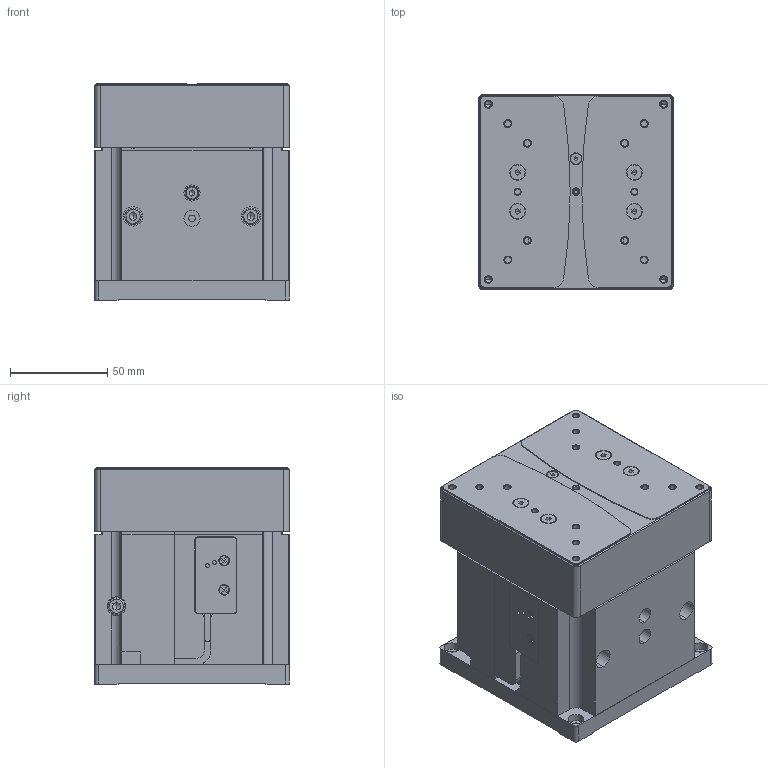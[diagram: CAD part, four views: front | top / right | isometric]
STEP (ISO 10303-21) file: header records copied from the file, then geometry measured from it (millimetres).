
FILE_DESCRIPTION (( 'STEP AP203' ), '1' );
FILE_NAME ('526966.STEP', '2025-07-21T09:15:52', ( '' ), ( '' ), 'SwSTEP 2.0', 'SolidWorks 2020', '' );
FILE_SCHEMA (( 'CONFIG_CONTROL_DESIGN' ));
Length unit declared in the file: millimetre
Products named in the file (24): socket head cap screw_din_DIN 912 M4 x 16 --- 16N; 葩璃 VR4_80_7Z_ROLLER_GUIDE^VR4_80HX7Z_0__AF0_ASM; socket countersunk head screw_din_DIN 7991 - M4 x 10 --- 5.6N; 复件 十字薄头M2.5X6(头5X0.9厚) ^VS4-1025-V4-20250623-组装; 怢醱-VS4-1025(T)-V4-20250704; 葩璃 VR4_80_7Z_ROLLER_CAGE^VR4_80HX7Z_0__AF1_ASM; 葩璃 VR4_80_7ZR1^VR4_80HX7Z_0__AF0_ASM; 葩璃 VR4_80_7ZR1^VR4_80HX7Z_0__AF1_ASM; VR4_80HX7Z_0__AF0_ASM; 葩璃 VR4_80_7Z_ROLLER_GUIDE^VR4_80HX7Z_0__AF1_ASM; socket head cap screw_din_DIN 912 M4 x 20 --- 20N; VR4_80HX7Z_0__AF1_ASM; 鎮湛價釱-VS4-1025-V4-20250623; hexagon socket head cap screws gb_GB_FASTENER_SCREWS_HSHCS M4X12-N; hexagon socket button head screws gb_GB_SOCKET_TYPE7 M3X6-S; hexagon socket head cap screws gb_GB_FASTENER_SCREWS_HSHCS M5X16-N; 526966; hexagon socket head cap screws gb_GB_FASTENER_SCREWS_HSHCS M5X20-N; VS4-1025(T)-V4-20250623_VS4-1025TG-V3-20240808; socket csink head cap screw 10642_din_EN ISO 10642 - M3 x 8 - 8N; 絳寢盓殤-VS4-1025(T)-V4-20250623; 菁釱-VS4-1025(T)-V4-20250623; 酴肣奪3 X 6 ^VS4-1025(T)-V4-20250623_25; 殑結輸-VS4-1025(T)-V4-20250623
Assembly tree (50 placements, depth 4):
  526966
    VS4-1025(T)-V4-20250623_VS4-1025TG-V3-20240808
      菁釱-VS4-1025(T)-V4-20250623
      絳寢盓殤-VS4-1025(T)-V4-20250623
      鎮湛價釱-VS4-1025-V4-20250623
      怢醱-VS4-1025(T)-V4-20250704
      殑結輸-VS4-1025(T)-V4-20250623
      VR4_80HX7Z_0__AF0_ASM
        葩璃 VR4_80_7Z_ROLLER_GUIDE^VR4_80HX7Z_0__AF0_ASM
        葩璃 VR4_80_7ZR1^VR4_80HX7Z_0__AF0_ASM
      VR4_80HX7Z_0__AF1_ASM
        葩璃 VR4_80_7Z_ROLLER_GUIDE^VR4_80HX7Z_0__AF1_ASM
        葩璃 VR4_80_7Z_ROLLER_CAGE^VR4_80HX7Z_0__AF1_ASM
        葩璃 VR4_80_7ZR1^VR4_80HX7Z_0__AF1_ASM
      酴肣奪3 X 6 ^VS4-1025(T)-V4-20250623_25  x4
    socket countersunk head screw_din_DIN 7991 - M4 x 10 --- 5.6N  x4
    socket head cap screw_din_DIN 912 M4 x 16 --- 16N  x6
    复件 十字薄头M2.5X6(头5X0.9厚) ^VS4-1025-V4-20250623-组装  x2
    hexagon socket head cap screws gb_GB_FASTENER_SCREWS_HSHCS M5X16-N  x7
    socket head cap screw_din_DIN 912 M4 x 20 --- 20N
    hexagon socket head cap screws gb_GB_FASTENER_SCREWS_HSHCS M4X12-N  x4
    hexagon socket button head screws gb_GB_SOCKET_TYPE7 M3X6-S  x4
    hexagon socket head cap screws gb_GB_FASTENER_SCREWS_HSHCS M5X20-N  x4
    socket csink head cap screw 10642_din_EN ISO 10642 - M3 x 8 - 8N
Bounding box: 100 x 100 x 111 mm (x, y, z)
Volume: 1068788.9 mm3; surface area: 209540.2 mm2
Topology: 47 solids, 47 shells, 2331 faces, 5600 edges, 3416 vertices
Faces by surface type: plane 927, cylinder 724, cone 576, bspline 72, torus 32
Entity records: 48248 total; most frequent: CARTESIAN_POINT 8947, DIRECTION 7993, ORIENTED_EDGE 7210, EDGE_CURVE 3605, AXIS2_PLACEMENT_3D 3005, VERTEX_POINT 2293, LINE 1983, VECTOR 1983
